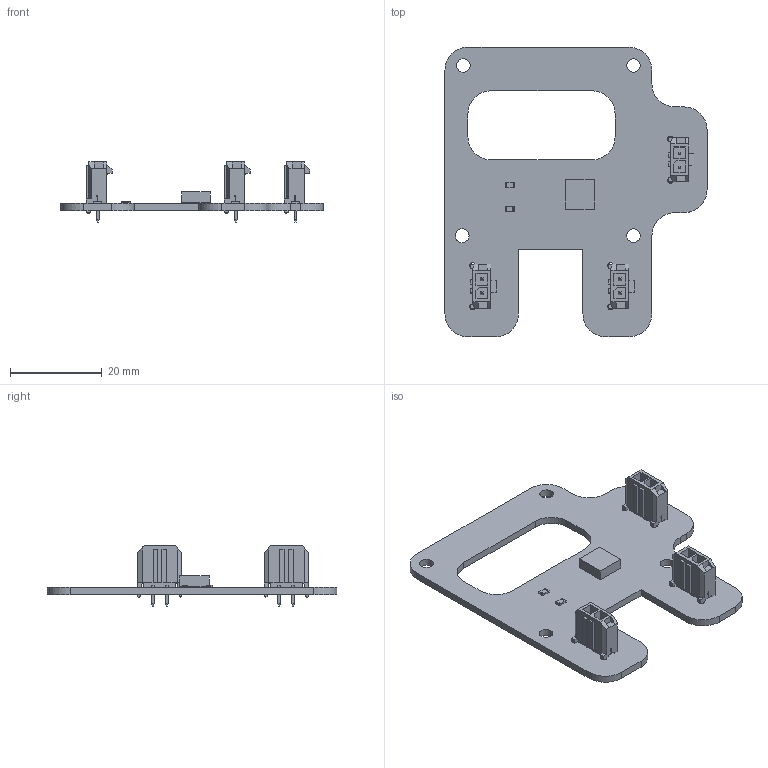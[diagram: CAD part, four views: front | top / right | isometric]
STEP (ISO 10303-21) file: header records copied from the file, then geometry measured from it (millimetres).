
FILE_DESCRIPTION(('KiCad electronic assembly'),'2;1');
FILE_NAME('HornPCB.step','2024-10-20T02:34:20',('Pcbnew'),('Kicad'), 'Open CASCADE STEP processor 7.7','KiCad to STEP converter','Unknown' );
FILE_SCHEMA(('AUTOMOTIVE_DESIGN { 1 0 10303 214 1 1 1 1 }'));
Length unit declared in the file: millimetre
Products named in the file (8): HornPCB 1; BTS3028SDL; ASSEMBLY; R_0805_2012Metric; 436500227; HornPCB_PCB
Assembly tree (10 placements, depth 3):
  HornPCB 1
    BTS3028SDL
      ASSEMBLY
    R_0805_2012Metric  x2
      R_0805_2012Metric
    436500227  x3
      436500227
    HornPCB_PCB
Bounding box: 57 x 63 x 13.08 mm (x, y, z)
Volume: 4577.3 mm3; surface area: 7246.2 mm2
Topology: 13 solids, 13 shells, 664 faces, 1759 edges, 1160 vertices
Faces by surface type: plane 615, cylinder 49
Full cylindrical faces by diameter (mm): 1.02 x6, 1.27 x6, 3 x4
Entity records: 8847 total; most frequent: CARTESIAN_POINT 1506, ORIENTED_EDGE 1450, DIRECTION 1397, EDGE_CURVE 725, LINE 647, VECTOR 647, VERTEX_POINT 468, AXIS2_PLACEMENT_3D 375
